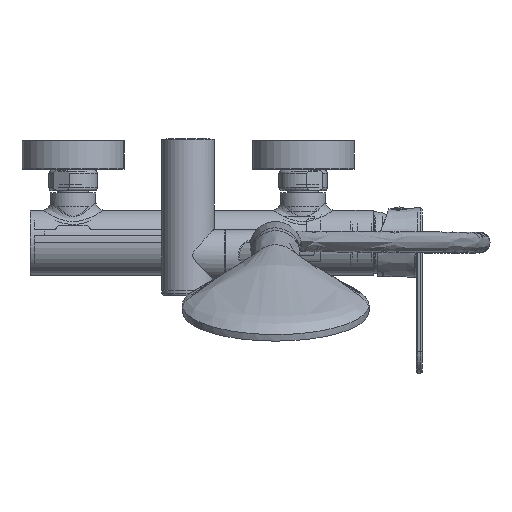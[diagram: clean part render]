
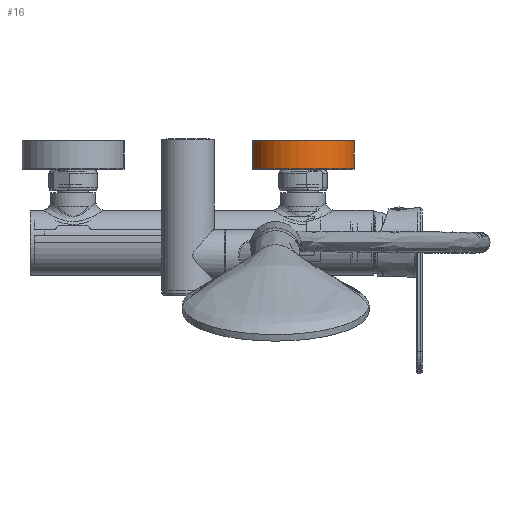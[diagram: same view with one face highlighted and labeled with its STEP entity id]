
A CAD part, top view. The second image highlights one B-rep face of the part: STEP entity #16.
In plain terms, the highlighted cylindrical face has radius 33.25 mm (diameter 66.5 mm), a full revolution.
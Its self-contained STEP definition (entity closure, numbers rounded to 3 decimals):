
#16 = ADVANCED_FACE ( 'NONE', ( #5063, #33622 ), #23627, .T. ) ;
#653 = AXIS2_PLACEMENT_3D ( 'NONE', #23847, #20904, #53572 ) ;
#4555 = EDGE_LOOP ( 'NONE', ( #38343 ) ) ;
#5063 = FACE_OUTER_BOUND ( 'NONE', #4555, .T. ) ;
#5069 = CIRCLE ( 'NONE', #653, 33.25 ) ;
#6117 = EDGE_CURVE ( 'NONE', #45169, #45169, #5069, .T. ) ;
#6712 = CARTESIAN_POINT ( 'NONE',  ( 77.466, 66.066, -33.117 ) ) ;
#13759 = EDGE_LOOP ( 'NONE', ( #18559 ) ) ;
#15944 = DIRECTION ( 'NONE',  ( 0., 1., 0. ) ) ;
#16412 = DIRECTION ( 'NONE',  ( 0.089, 0., -0.996 ) ) ;
#16606 = CARTESIAN_POINT ( 'NONE',  ( 74.5, 47.466, 0. ) ) ;
#18559 = ORIENTED_EDGE ( 'NONE', *, *, #28242, .T. ) ;
#20904 = DIRECTION ( 'NONE',  ( 0., -1., 0. ) ) ;
#23627 = CYLINDRICAL_SURFACE ( 'NONE', #53595, 33.25 ) ;
#23847 = CARTESIAN_POINT ( 'NONE',  ( 74.5, 66.066, 0. ) ) ;
#24420 = VERTEX_POINT ( 'NONE', #38866 ) ;
#25076 = DIRECTION ( 'NONE',  ( 0., 1., 0. ) ) ;
#26256 = CIRCLE ( 'NONE', #51155, 33.25 ) ;
#28242 = EDGE_CURVE ( 'NONE', #24420, #24420, #26256, .T. ) ;
#33622 = FACE_OUTER_BOUND ( 'NONE', #13759, .T. ) ;
#38343 = ORIENTED_EDGE ( 'NONE', *, *, #6117, .T. ) ;
#38866 = CARTESIAN_POINT ( 'NONE',  ( 77.466, 47.466, -33.117 ) ) ;
#45169 = VERTEX_POINT ( 'NONE', #6712 ) ;
#49657 = CARTESIAN_POINT ( 'NONE',  ( 74.5, 46.536, 0. ) ) ;
#49836 = DIRECTION ( 'NONE',  ( 0.089, 0., -0.996 ) ) ;
#51155 = AXIS2_PLACEMENT_3D ( 'NONE', #16606, #25076, #16412 ) ;
#53572 = DIRECTION ( 'NONE',  ( 0.089, 0., -0.996 ) ) ;
#53595 = AXIS2_PLACEMENT_3D ( 'NONE', #49657, #15944, #49836 ) ;
